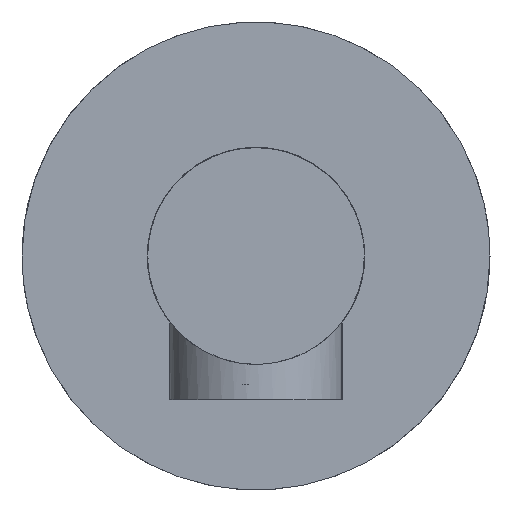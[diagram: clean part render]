
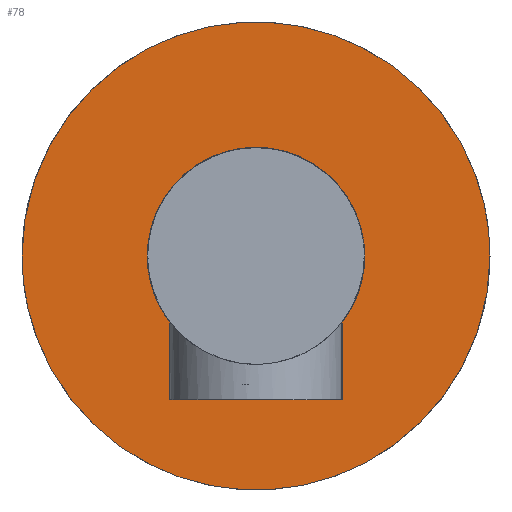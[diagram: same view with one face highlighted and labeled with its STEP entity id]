
A CAD part, front view. The second image highlights one B-rep face of the part: STEP entity #78.
In plain terms, the highlighted face is planar.
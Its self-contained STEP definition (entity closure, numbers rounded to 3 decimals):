
#50=FACE_BOUND('',#281,.T.);
#78=ADVANCED_FACE('',(#177,#50),#1430,.T.);
#177=FACE_OUTER_BOUND('',#280,.T.);
#280=EDGE_LOOP('',(#440,#441));
#281=EDGE_LOOP('',(#442,#443));
#440=ORIENTED_EDGE('',*,*,#852,.F.);
#441=ORIENTED_EDGE('',*,*,#867,.F.);
#442=ORIENTED_EDGE('',*,*,#863,.T.);
#443=ORIENTED_EDGE('',*,*,#827,.T.);
#827=EDGE_CURVE('',#1279,#1280,#1147,.T.);
#852=EDGE_CURVE('',#1302,#1301,#1158,.T.);
#863=EDGE_CURVE('',#1280,#1279,#1169,.T.);
#867=EDGE_CURVE('',#1301,#1302,#1173,.T.);
#1147=(
BOUNDED_CURVE()
B_SPLINE_CURVE(2,(#2702,#2703,#2704,#2705,#2706),.UNSPECIFIED.,.F.,.F.)
B_SPLINE_CURVE_WITH_KNOTS((3,2,3),(-39.427,-19.713,
0.),.UNSPECIFIED.)
CURVE()
GEOMETRIC_REPRESENTATION_ITEM()
RATIONAL_B_SPLINE_CURVE((1.,0.707,1.,0.707,1.))
REPRESENTATION_ITEM('')
);
#1158=(
BOUNDED_CURVE()
B_SPLINE_CURVE(2,(#2785,#2786,#2787,#2788,#2789),.UNSPECIFIED.,.F.,.F.)
B_SPLINE_CURVE_WITH_KNOTS((3,2,3),(0.,42.412,84.823),
 .UNSPECIFIED.)
CURVE()
GEOMETRIC_REPRESENTATION_ITEM()
RATIONAL_B_SPLINE_CURVE((1.,0.707,1.,0.707,1.))
REPRESENTATION_ITEM('')
);
#1169=(
BOUNDED_CURVE()
B_SPLINE_CURVE(2,(#2836,#2837,#2838,#2839,#2840),.UNSPECIFIED.,.F.,.F.)
B_SPLINE_CURVE_WITH_KNOTS((3,2,3),(-39.427,-19.713,
0.),.UNSPECIFIED.)
CURVE()
GEOMETRIC_REPRESENTATION_ITEM()
RATIONAL_B_SPLINE_CURVE((1.,0.707,1.,0.707,1.))
REPRESENTATION_ITEM('')
);
#1173=(
BOUNDED_CURVE()
B_SPLINE_CURVE(2,(#2856,#2857,#2858,#2859,#2860),.UNSPECIFIED.,.F.,.F.)
B_SPLINE_CURVE_WITH_KNOTS((3,2,3),(0.,42.412,84.823),
 .UNSPECIFIED.)
CURVE()
GEOMETRIC_REPRESENTATION_ITEM()
RATIONAL_B_SPLINE_CURVE((1.,0.707,1.,0.707,1.))
REPRESENTATION_ITEM('')
);
#1279=VERTEX_POINT('',#2632);
#1280=VERTEX_POINT('',#2633);
#1301=VERTEX_POINT('',#2654);
#1302=VERTEX_POINT('',#2655);
#1430=PLANE('',#1640);
#1640=AXIS2_PLACEMENT_3D('',#1869,#1732,$);
#1732=DIRECTION('',(1.,0.,0.));
#1869=CARTESIAN_POINT('',(-112.246,-2.918,-32.4));
#2632=CARTESIAN_POINT('',(-112.246,29.482,-12.55));
#2633=CARTESIAN_POINT('',(-112.246,29.482,12.55));
#2654=CARTESIAN_POINT('',(-112.246,29.482,27.));
#2655=CARTESIAN_POINT('',(-112.246,29.482,-27.));
#2702=CARTESIAN_POINT('',(-112.246,29.482,-12.55));
#2703=CARTESIAN_POINT('',(-112.246,16.932,-12.55));
#2704=CARTESIAN_POINT('',(-112.246,16.932,0.));
#2705=CARTESIAN_POINT('',(-112.246,16.932,12.55));
#2706=CARTESIAN_POINT('',(-112.246,29.482,12.55));
#2785=CARTESIAN_POINT('',(-112.246,29.482,-27.));
#2786=CARTESIAN_POINT('',(-112.246,2.482,-27.));
#2787=CARTESIAN_POINT('',(-112.246,2.482,0.));
#2788=CARTESIAN_POINT('',(-112.246,2.482,27.));
#2789=CARTESIAN_POINT('',(-112.246,29.482,27.));
#2836=CARTESIAN_POINT('',(-112.246,29.482,12.55));
#2837=CARTESIAN_POINT('',(-112.246,42.032,12.55));
#2838=CARTESIAN_POINT('',(-112.246,42.032,0.));
#2839=CARTESIAN_POINT('',(-112.246,42.032,-12.55));
#2840=CARTESIAN_POINT('',(-112.246,29.482,-12.55));
#2856=CARTESIAN_POINT('',(-112.246,29.482,27.));
#2857=CARTESIAN_POINT('',(-112.246,56.482,27.));
#2858=CARTESIAN_POINT('',(-112.246,56.482,0.));
#2859=CARTESIAN_POINT('',(-112.246,56.482,-27.));
#2860=CARTESIAN_POINT('',(-112.246,29.482,-27.));
